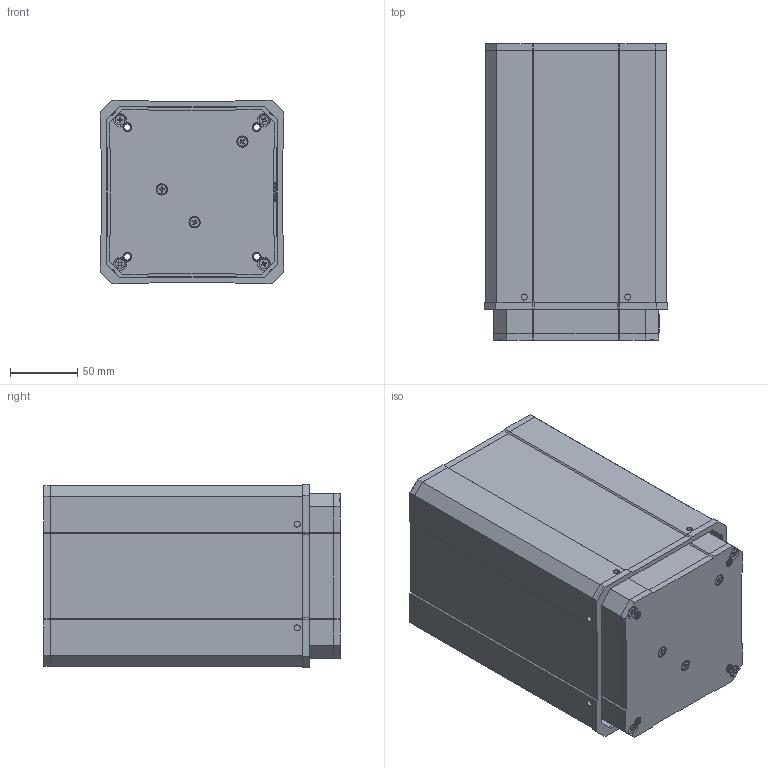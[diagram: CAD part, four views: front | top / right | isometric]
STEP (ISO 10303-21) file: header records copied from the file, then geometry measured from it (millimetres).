
FILE_DESCRIPTION (( 'STEP AP203' ), '1' );
FILE_NAME ('湮臏珨趼100俴最.STEP', '2025-05-02T07:09:46', ( 'Microsoft' ), ( 'MS' ), 'SwSTEP 2.0', 'SolidWorks 2018', '' );
FILE_SCHEMA (( 'CONFIG_CONTROL_DESIGN' ));
Length unit declared in the file: millimetre
Products named in the file (7): 珨趼奻沺啣; 珨趼狟沺啣; 笢臏; 苤臏; 蹟佪; 湮臏謗誹-嘀; 湮臏珨趼100俴最
Assembly tree (17 placements, depth 2):
  湮臏珨趼100俴最
    珨趼奻沺啣
    珨趼狟沺啣
    笢臏
    苤臏
    蹟佪  x12
    湮臏謗誹-嘀
Bounding box: 136 x 220 x 136 mm (x, y, z)
Volume: 680676.1 mm3; surface area: 467127.9 mm2
Topology: 17 solids, 17 shells, 818 faces, 2295 edges, 1518 vertices
Faces by surface type: plane 330, cylinder 256, bspline 120, cone 108, sphere 2, torus 2
Entity records: 38683 total; most frequent: CARTESIAN_POINT 24604, ORIENTED_EDGE 3042, DIRECTION 2316, EDGE_CURVE 1521, VERTEX_POINT 1010, LINE 804, VECTOR 804, AXIS2_PLACEMENT_3D 756
